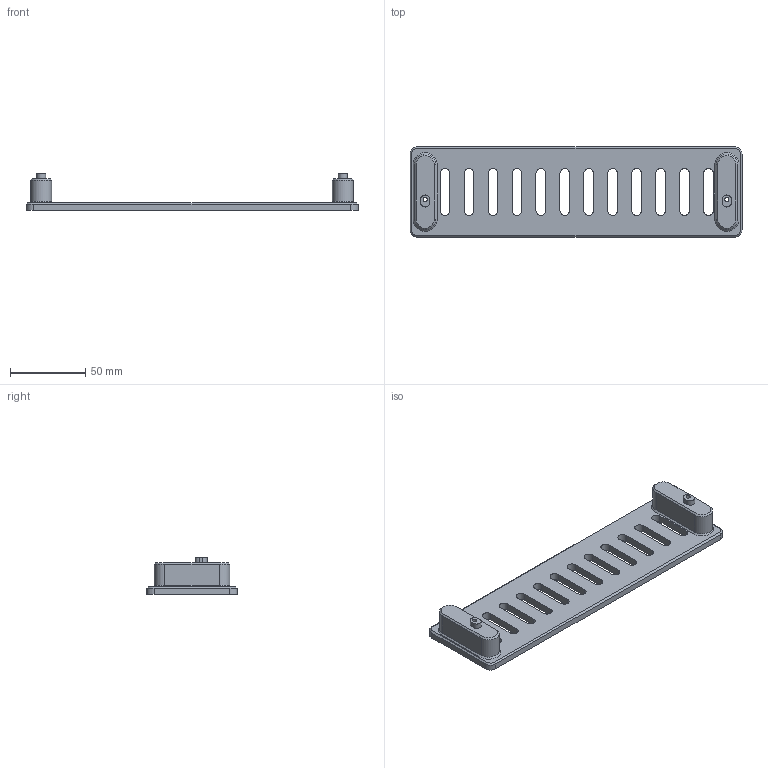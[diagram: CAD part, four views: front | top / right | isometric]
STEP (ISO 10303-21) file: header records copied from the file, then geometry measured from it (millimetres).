
FILE_DESCRIPTION(('FreeCAD Model'),'2;1');
FILE_NAME('Open CASCADE Shape Model','2024-08-18T13:14:34',(''),(''), 'Open CASCADE STEP processor 7.8','FreeCAD','Unknown');
FILE_SCHEMA(('AUTOMOTIVE_DESIGN { 1 0 10303 214 1 1 1 1 }'));
Length unit declared in the file: millimetre
Products named in the file (1): P0188-20_Wandhalter
Bounding box: 220 x 60 x 24.5 mm (x, y, z)
Volume: 75262.9 mm3; surface area: 32508.1 mm2
Topology: 1 solids, 1 shells, 314 faces, 846 edges, 556 vertices
Faces by surface type: extrusion 161, plane 103, cylinder 38, cone 12
Full cylindrical faces by diameter (mm): 2.7 x2
Entity records: 21096 total; most frequent: CARTESIAN_POINT 5043, DIRECTION 2447, VECTOR 1891, LINE 1730, ORIENTED_EDGE 1692, PCURVE 1692, DEFINITIONAL_REPRESENTATION 1692, EDGE_CURVE 846
